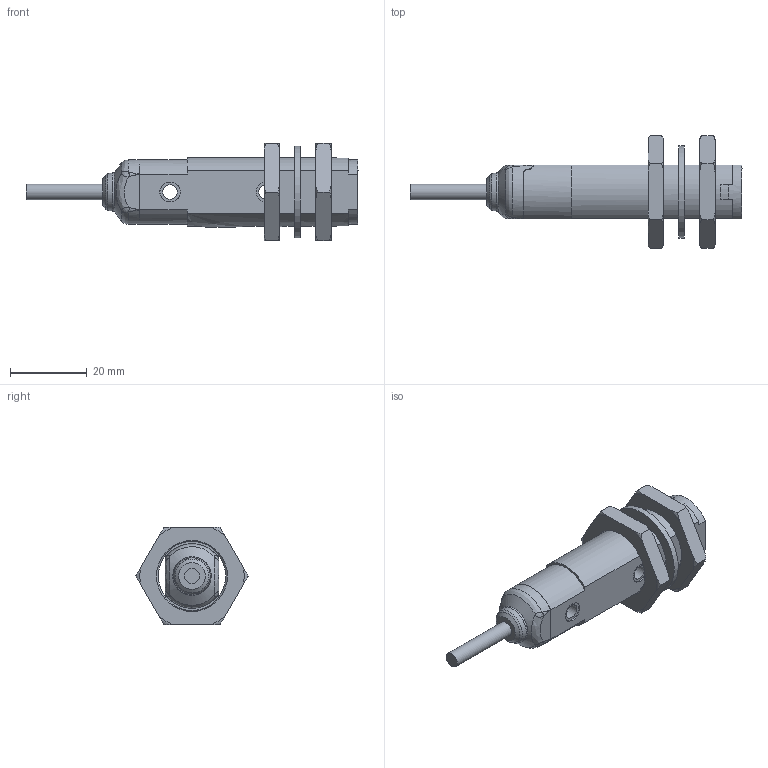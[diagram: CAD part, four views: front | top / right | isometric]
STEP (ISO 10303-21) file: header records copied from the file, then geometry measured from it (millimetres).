
FILE_DESCRIPTION (( 'STEP AP214' ), '1' );
FILE_NAME ('F18I2-0N-0A.STEP', '2023-02-22T12:46:25', ( '' ), ( '' ), 'SwSTEP 2.0', 'SolidWorks 2021', '' );
FILE_SCHEMA (( 'AUTOMOTIVE_DESIGN' ));
Length unit declared in the file: millimetre
Products named in the file (1): F18I2-0N-0A
Bounding box: 86.58 x 29.28 x 25.36 mm (x, y, z)
Volume: 16523.7 mm3; surface area: 7492.1 mm2
Topology: 4 solids, 4 shells, 158 faces, 418 edges, 270 vertices
Faces by surface type: plane 67, cylinder 43, torus 24, bspline 18, cone 6
Full cylindrical faces by diameter (mm): 3.8 x2, 4 x1, 5.2 x2, 10 x1, 17.5 x2, 18 x1, 24 x1
Entity records: 7203 total; most frequent: CARTESIAN_POINT 3566, ORIENTED_EDGE 774, DIRECTION 655, EDGE_CURVE 387, VERTEX_POINT 264, AXIS2_PLACEMENT_3D 255, EDGE_LOOP 195, FACE_OUTER_BOUND 169
